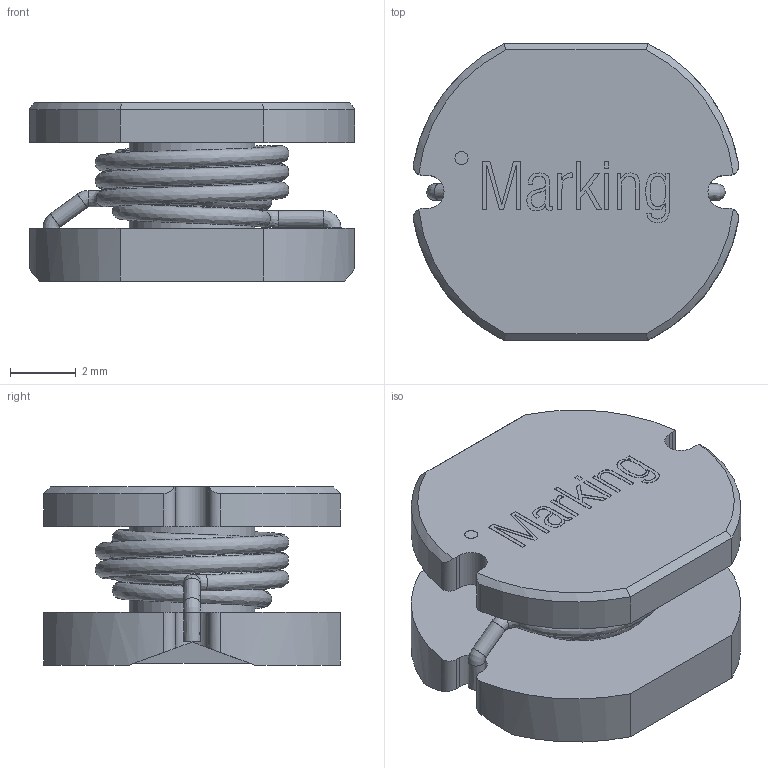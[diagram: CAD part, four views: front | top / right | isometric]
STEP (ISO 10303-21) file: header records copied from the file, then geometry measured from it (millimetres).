
FILE_DESCRIPTION( ( 'Unknown' ), '1' );
FILE_NAME( 'IndPD2HV_1054.stp', 'Unknown', ( 'Unknown' ), ( 'Unknown' ), 'PSStep 16.0.42', 'Unknown', ' ' );
FILE_SCHEMA( ( 'AUTOMOTIVE_DESIGN { 1 0 10303 214 1 1 1 1 }' ) );
Length unit declared in the file: millimetre
Products named in the file (2): 1; 2
Bounding box: 9.86 x 9 x 5.4 mm (x, y, z)
Volume: 246.6 mm3; surface area: 555.6 mm2
Topology: 2 solids, 2 shells, 146 faces, 376 edges, 247 vertices
Faces by surface type: plane 96, cylinder 22, bspline 12, extrusion 12, cone 4
Full cylindrical faces by diameter (mm): 0.4 x1, 3.8 x1
Entity records: 8190 total; most frequent: CARTESIAN_POINT 3819, ORIENTED_EDGE 716, DIRECTION 512, EDGE_CURVE 358, VERTEX_POINT 244, AXIS2_PLACEMENT_3D 180, EDGE_LOOP 176, B_SPLINE_CURVE_WITH_KNOTS 174
